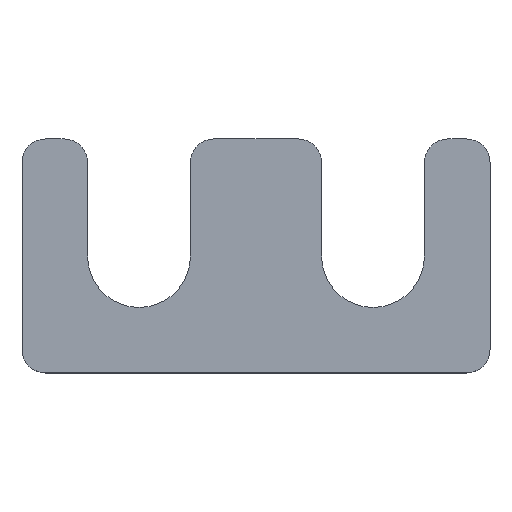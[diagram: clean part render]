
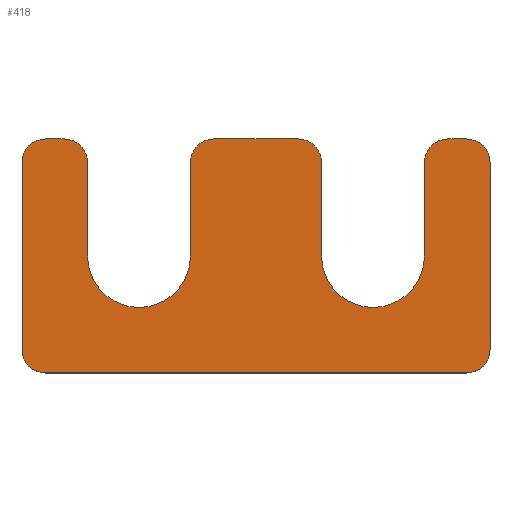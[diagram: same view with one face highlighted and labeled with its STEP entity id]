
A CAD part, top view. The second image highlights one B-rep face of the part: STEP entity #418.
In plain terms, the highlighted planar face has unit normal (0, 0, 1).
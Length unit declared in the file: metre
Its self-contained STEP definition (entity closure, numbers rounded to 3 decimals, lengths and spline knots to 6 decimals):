
#13=CIRCLE('',#436,0.0015);
#15=CIRCLE('',#440,0.0015);
#17=CIRCLE('',#444,0.0033);
#19=CIRCLE('',#448,0.0015);
#21=CIRCLE('',#452,0.0015);
#23=CIRCLE('',#456,0.0015);
#25=CIRCLE('',#460,0.0015);
#27=CIRCLE('',#464,0.0015);
#29=CIRCLE('',#468,0.0015);
#31=CIRCLE('',#472,0.0033);
#122=ORIENTED_EDGE('',*,*,#164,.T.);
#123=ORIENTED_EDGE('',*,*,#168,.T.);
#124=ORIENTED_EDGE('',*,*,#171,.T.);
#125=ORIENTED_EDGE('',*,*,#174,.T.);
#126=ORIENTED_EDGE('',*,*,#177,.F.);
#127=ORIENTED_EDGE('',*,*,#180,.F.);
#128=ORIENTED_EDGE('',*,*,#183,.T.);
#129=ORIENTED_EDGE('',*,*,#186,.T.);
#130=ORIENTED_EDGE('',*,*,#189,.T.);
#131=ORIENTED_EDGE('',*,*,#192,.T.);
#132=ORIENTED_EDGE('',*,*,#195,.F.);
#133=ORIENTED_EDGE('',*,*,#198,.T.);
#134=ORIENTED_EDGE('',*,*,#201,.F.);
#135=ORIENTED_EDGE('',*,*,#204,.T.);
#136=ORIENTED_EDGE('',*,*,#207,.T.);
#137=ORIENTED_EDGE('',*,*,#210,.T.);
#138=ORIENTED_EDGE('',*,*,#213,.T.);
#139=ORIENTED_EDGE('',*,*,#216,.T.);
#140=ORIENTED_EDGE('',*,*,#219,.F.);
#141=ORIENTED_EDGE('',*,*,#221,.T.);
#164=EDGE_CURVE('',#225,#224,#264,.T.);
#168=EDGE_CURVE('',#224,#227,#13,.T.);
#171=EDGE_CURVE('',#227,#229,#269,.T.);
#174=EDGE_CURVE('',#229,#231,#15,.T.);
#177=EDGE_CURVE('',#233,#231,#273,.T.);
#180=EDGE_CURVE('',#235,#233,#17,.T.);
#183=EDGE_CURVE('',#235,#237,#277,.T.);
#186=EDGE_CURVE('',#237,#239,#19,.T.);
#189=EDGE_CURVE('',#239,#241,#281,.T.);
#192=EDGE_CURVE('',#241,#243,#21,.T.);
#195=EDGE_CURVE('',#245,#243,#285,.T.);
#198=EDGE_CURVE('',#245,#247,#23,.T.);
#201=EDGE_CURVE('',#249,#247,#289,.T.);
#204=EDGE_CURVE('',#249,#251,#25,.T.);
#207=EDGE_CURVE('',#251,#253,#293,.T.);
#210=EDGE_CURVE('',#253,#255,#27,.T.);
#213=EDGE_CURVE('',#255,#257,#297,.T.);
#216=EDGE_CURVE('',#257,#259,#29,.T.);
#219=EDGE_CURVE('',#261,#259,#301,.T.);
#221=EDGE_CURVE('',#261,#225,#31,.T.);
#224=VERTEX_POINT('',#607);
#225=VERTEX_POINT('',#609);
#227=VERTEX_POINT('',#615);
#229=VERTEX_POINT('',#621);
#231=VERTEX_POINT('',#627);
#233=VERTEX_POINT('',#633);
#235=VERTEX_POINT('',#639);
#237=VERTEX_POINT('',#645);
#239=VERTEX_POINT('',#651);
#241=VERTEX_POINT('',#657);
#243=VERTEX_POINT('',#663);
#245=VERTEX_POINT('',#669);
#247=VERTEX_POINT('',#675);
#249=VERTEX_POINT('',#681);
#251=VERTEX_POINT('',#687);
#253=VERTEX_POINT('',#693);
#255=VERTEX_POINT('',#699);
#257=VERTEX_POINT('',#705);
#259=VERTEX_POINT('',#711);
#261=VERTEX_POINT('',#717);
#264=LINE('',#608,#304);
#269=LINE('',#622,#309);
#273=LINE('',#634,#313);
#277=LINE('',#646,#317);
#281=LINE('',#658,#321);
#285=LINE('',#670,#325);
#289=LINE('',#682,#329);
#293=LINE('',#694,#333);
#297=LINE('',#706,#337);
#301=LINE('',#718,#341);
#304=VECTOR('',#481,1.);
#309=VECTOR('',#494,1.);
#313=VECTOR('',#506,1.);
#317=VECTOR('',#518,1.);
#321=VECTOR('',#530,1.);
#325=VECTOR('',#542,1.);
#329=VECTOR('',#554,1.);
#333=VECTOR('',#566,1.);
#337=VECTOR('',#578,1.);
#341=VECTOR('',#590,1.);
#362=EDGE_LOOP('',(#122,#123,#124,#125,#126,#127,#128,#129,#130,#131,#132,
#133,#134,#135,#136,#137,#138,#139,#140,#141));
#384=FACE_BOUND('',#362,.T.);
#396=PLANE('',#473);
#418=ADVANCED_FACE('',(#384),#396,.T.);
#436=AXIS2_PLACEMENT_3D('',#616,#488,#489);
#440=AXIS2_PLACEMENT_3D('',#628,#500,#501);
#444=AXIS2_PLACEMENT_3D('',#640,#512,#513);
#448=AXIS2_PLACEMENT_3D('',#652,#524,#525);
#452=AXIS2_PLACEMENT_3D('',#664,#536,#537);
#456=AXIS2_PLACEMENT_3D('',#676,#548,#549);
#460=AXIS2_PLACEMENT_3D('',#688,#560,#561);
#464=AXIS2_PLACEMENT_3D('',#700,#572,#573);
#468=AXIS2_PLACEMENT_3D('',#712,#584,#585);
#472=AXIS2_PLACEMENT_3D('',#721,#595,#596);
#473=AXIS2_PLACEMENT_3D('',#722,#597,#598);
#481=DIRECTION('',(0.,1.,0.));
#488=DIRECTION('',(0.,0.,1.));
#489=DIRECTION('',(1.,0.,0.));
#494=DIRECTION('',(-1.,0.,0.));
#500=DIRECTION('',(0.,0.,1.));
#501=DIRECTION('',(1.,0.,0.));
#506=DIRECTION('',(0.,1.,0.));
#512=DIRECTION('',(0.,0.,1.));
#513=DIRECTION('',(1.,0.,0.));
#518=DIRECTION('',(0.,1.,0.));
#524=DIRECTION('',(0.,0.,1.));
#525=DIRECTION('',(1.,0.,0.));
#530=DIRECTION('',(-1.,0.,0.));
#536=DIRECTION('',(0.,0.,1.));
#537=DIRECTION('',(1.,0.,0.));
#542=DIRECTION('',(0.,1.,0.));
#548=DIRECTION('',(0.,0.,1.));
#549=DIRECTION('',(1.,0.,0.));
#554=DIRECTION('',(-1.,0.,0.));
#560=DIRECTION('',(0.,0.,1.));
#561=DIRECTION('',(1.,0.,0.));
#566=DIRECTION('',(0.,1.,0.));
#572=DIRECTION('',(0.,0.,1.));
#573=DIRECTION('',(1.,0.,0.));
#578=DIRECTION('',(-1.,0.,0.));
#584=DIRECTION('',(0.,0.,1.));
#585=DIRECTION('',(1.,0.,0.));
#590=DIRECTION('',(0.,1.,0.));
#595=DIRECTION('',(0.,0.,-1.));
#596=DIRECTION('',(1.,0.,0.));
#597=DIRECTION('',(0.,0.,1.));
#598=DIRECTION('',(1.,0.,0.));
#607=CARTESIAN_POINT('',(0.0042,0.006,0.002));
#608=CARTESIAN_POINT('',(0.0042,0.003,0.002));
#609=CARTESIAN_POINT('',(0.0042,0.,0.002));
#615=CARTESIAN_POINT('',(0.0027,0.0075,0.002));
#616=CARTESIAN_POINT('',(0.0027,0.006,0.002));
#621=CARTESIAN_POINT('',(-0.0027,0.0075,0.002));
#622=CARTESIAN_POINT('',(0.,0.0075,0.002));
#627=CARTESIAN_POINT('',(-0.0042,0.006,0.002));
#628=CARTESIAN_POINT('',(-0.0027,0.006,0.002));
#633=CARTESIAN_POINT('',(-0.0042,0.,0.002));
#634=CARTESIAN_POINT('',(-0.0042,0.003,0.002));
#639=CARTESIAN_POINT('',(-0.0108,0.,0.002));
#640=CARTESIAN_POINT('',(-0.0075,0.,0.002));
#645=CARTESIAN_POINT('',(-0.0108,0.006,0.002));
#646=CARTESIAN_POINT('',(-0.0108,0.003,0.002));
#651=CARTESIAN_POINT('',(-0.0123,0.0075,0.002));
#652=CARTESIAN_POINT('',(-0.0123,0.006,0.002));
#657=CARTESIAN_POINT('',(-0.0135,0.0075,0.002));
#658=CARTESIAN_POINT('',(-0.0129,0.0075,0.002));
#663=CARTESIAN_POINT('',(-0.015,0.006,0.002));
#664=CARTESIAN_POINT('',(-0.0135,0.006,0.002));
#669=CARTESIAN_POINT('',(-0.015,-0.006,0.002));
#670=CARTESIAN_POINT('',(-0.015,0.,0.002));
#675=CARTESIAN_POINT('',(-0.0135,-0.0075,0.002));
#676=CARTESIAN_POINT('',(-0.0135,-0.006,0.002));
#681=CARTESIAN_POINT('',(0.0135,-0.0075,0.002));
#682=CARTESIAN_POINT('',(0.,-0.0075,0.002));
#687=CARTESIAN_POINT('',(0.015,-0.006,0.002));
#688=CARTESIAN_POINT('',(0.0135,-0.006,0.002));
#693=CARTESIAN_POINT('',(0.015,0.006,0.002));
#694=CARTESIAN_POINT('',(0.015,0.,0.002));
#699=CARTESIAN_POINT('',(0.0135,0.0075,0.002));
#700=CARTESIAN_POINT('',(0.0135,0.006,0.002));
#705=CARTESIAN_POINT('',(0.0123,0.0075,0.002));
#706=CARTESIAN_POINT('',(0.0129,0.0075,0.002));
#711=CARTESIAN_POINT('',(0.0108,0.006,0.002));
#712=CARTESIAN_POINT('',(0.0123,0.006,0.002));
#717=CARTESIAN_POINT('',(0.0108,0.,0.002));
#718=CARTESIAN_POINT('',(0.0108,0.003,0.002));
#721=CARTESIAN_POINT('',(0.0075,0.,0.002));
#722=CARTESIAN_POINT('',(0.,0.,0.002));
